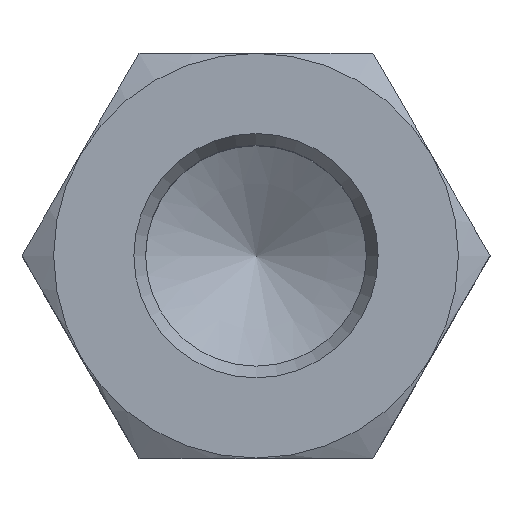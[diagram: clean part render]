
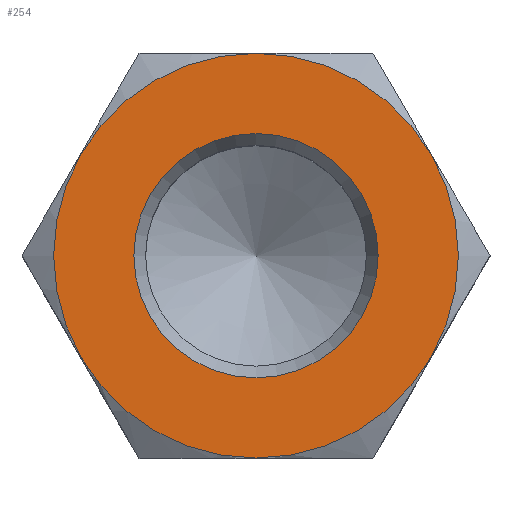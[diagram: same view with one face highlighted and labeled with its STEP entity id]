
A CAD part, top view. The second image highlights one B-rep face of the part: STEP entity #254.
In plain terms, the highlighted planar face has unit normal (0, 0, 1).
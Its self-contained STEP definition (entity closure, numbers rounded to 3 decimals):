
#15=FACE_BOUND('',#52,.T.);
#20=CIRCLE('',#285,1.66);
#22=CIRCLE('',#289,2.75);
#35=FACE_OUTER_BOUND('',#51,.T.);
#51=EDGE_LOOP('',(#170));
#52=EDGE_LOOP('',(#171));
#109=VERTEX_POINT('',#472);
#111=VERTEX_POINT('',#480);
#131=EDGE_CURVE('',#109,#109,#20,.T.);
#134=EDGE_CURVE('',#111,#111,#22,.T.);
#170=ORIENTED_EDGE('',*,*,#134,.T.);
#171=ORIENTED_EDGE('',*,*,#131,.F.);
#225=PLANE('',#288);
#254=ADVANCED_FACE('',(#35,#15),#225,.T.);
#285=AXIS2_PLACEMENT_3D('',#474,#317,#318);
#288=AXIS2_PLACEMENT_3D('',#479,#324,#325);
#289=AXIS2_PLACEMENT_3D('',#481,#326,#327);
#317=DIRECTION('center_axis',(0.,0.,1.));
#318=DIRECTION('ref_axis',(1.,0.,0.));
#324=DIRECTION('center_axis',(0.,0.,1.));
#325=DIRECTION('ref_axis',(1.,0.,0.));
#326=DIRECTION('center_axis',(0.,0.,1.));
#327=DIRECTION('ref_axis',(1.,0.,0.));
#472=CARTESIAN_POINT('',(-1.66,0.,5.));
#474=CARTESIAN_POINT('Origin',(0.,0.,5.));
#479=CARTESIAN_POINT('Origin',(0.,0.,5.));
#480=CARTESIAN_POINT('',(-2.75,0.,5.));
#481=CARTESIAN_POINT('Origin',(0.,0.,5.));
